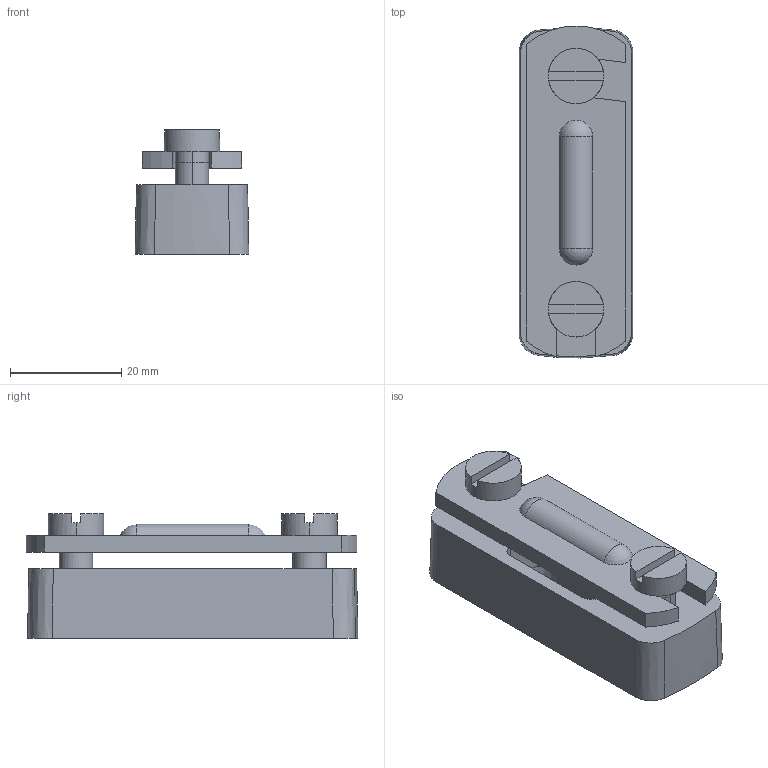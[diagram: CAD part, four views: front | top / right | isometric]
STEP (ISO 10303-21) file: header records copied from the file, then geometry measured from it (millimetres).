
FILE_DESCRIPTION(('CoCreate Modeling STEP Export'),'2;1');
FILE_NAME('5033039.stp','2018-09-20T 9:55:45',(''),(''),'CoCreate Modeling STEP processor for AP214 (Solid Model)','CoCreate Modeling 16.00D 29-May-2009 (C) Parametric Technology GmbH','');
FILE_SCHEMA(('AUTOMOTIVE_DESIGN { 1 0 10303 214 1 1 1 1 }'));
Length unit declared in the file: millimetre
Products named in the file (4): Ueberleger; Unterteil; Zylinderschraube_ISO_1207_-_M6_x_16_-_.2; Abstandschelle
Assembly tree (4 placements, depth 2):
  Abstandschelle
    Zylinderschraube_ISO_1207_-_M6_x_16_-_.2  x2
    Unterteil
    Ueberleger
Bounding box: 20.5 x 59.74 x 22.4 mm (x, y, z)
Volume: 12431.2 mm3; surface area: 9870.8 mm2
Topology: 4 solids, 4 shells, 137 faces, 359 edges, 232 vertices
Faces by surface type: plane 69, cylinder 36, bspline 16, cone 12, sphere 4
Entity records: 4118 total; most frequent: CARTESIAN_POINT 1171, ORIENTED_EDGE 646, DIRECTION 484, EDGE_CURVE 323, VERTEX_POINT 212, VECTOR 178, LINE 178, AXIS2_PLACEMENT_3D 153
